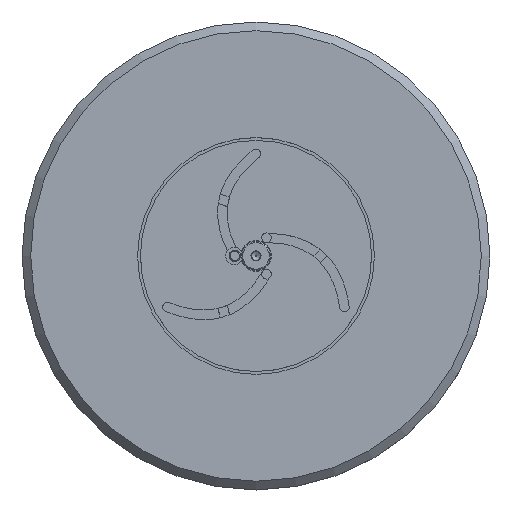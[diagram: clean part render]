
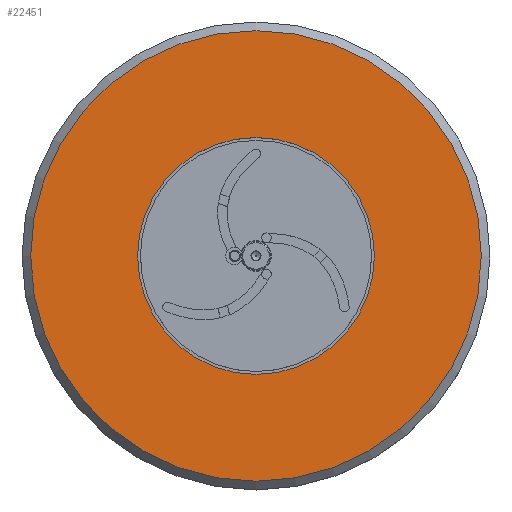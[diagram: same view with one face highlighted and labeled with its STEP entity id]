
A CAD part, top view. The second image highlights one B-rep face of the part: STEP entity #22451.
In plain terms, the highlighted planar face has unit normal (0, 0, 1).
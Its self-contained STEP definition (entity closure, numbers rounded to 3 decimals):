
#21373 = CYLINDRICAL_SURFACE('',#21374,41.);
#21374 = AXIS2_PLACEMENT_3D('',#21375,#21376,#21377);
#21375 = CARTESIAN_POINT('',(0.,0.,26.));
#21376 = DIRECTION('',(0.,0.,-1.));
#21377 = DIRECTION('',(1.,0.,0.));
#22008 = CONICAL_SURFACE('',#22009,81.,0.785);
#22009 = AXIS2_PLACEMENT_3D('',#22010,#22011,#22012);
#22010 = CARTESIAN_POINT('',(0.,0.,33.));
#22011 = DIRECTION('',(0.,0.,-1.));
#22012 = DIRECTION('',(1.,0.,0.));
#22280 = VERTEX_POINT('',#22281);
#22281 = CARTESIAN_POINT('',(41.,0.,36.));
#22302 = EDGE_CURVE('',#22280,#22280,#22303,.T.);
#22303 = SURFACE_CURVE('',#22304,(#22309,#22316),.PCURVE_S1.);
#22304 = CIRCLE('',#22305,41.);
#22305 = AXIS2_PLACEMENT_3D('',#22306,#22307,#22308);
#22306 = CARTESIAN_POINT('',(0.,0.,36.));
#22307 = DIRECTION('',(0.,0.,1.));
#22308 = DIRECTION('',(1.,0.,0.));
#22309 = PCURVE('',#21373,#22310);
#22310 = DEFINITIONAL_REPRESENTATION('',(#22311),#22315);
#22311 = LINE('',#22312,#22313);
#22312 = CARTESIAN_POINT('',(-0.,-10.));
#22313 = VECTOR('',#22314,1.);
#22314 = DIRECTION('',(-1.,0.));
#22315 = ( GEOMETRIC_REPRESENTATION_CONTEXT(2) 
PARAMETRIC_REPRESENTATION_CONTEXT() REPRESENTATION_CONTEXT('2D SPACE',''
  ) );
#22316 = PCURVE('',#22317,#22322);
#22317 = PLANE('',#22318);
#22318 = AXIS2_PLACEMENT_3D('',#22319,#22320,#22321);
#22319 = CARTESIAN_POINT('',(0.,0.,36.));
#22320 = DIRECTION('',(0.,0.,1.));
#22321 = DIRECTION('',(1.,0.,0.));
#22322 = DEFINITIONAL_REPRESENTATION('',(#22323),#22327);
#22323 = CIRCLE('',#22324,41.);
#22324 = AXIS2_PLACEMENT_2D('',#22325,#22326);
#22325 = CARTESIAN_POINT('',(0.,0.));
#22326 = DIRECTION('',(1.,0.));
#22327 = ( GEOMETRIC_REPRESENTATION_CONTEXT(2) 
PARAMETRIC_REPRESENTATION_CONTEXT() REPRESENTATION_CONTEXT('2D SPACE',''
  ) );
#22390 = VERTEX_POINT('',#22391);
#22391 = CARTESIAN_POINT('',(78.,0.,36.));
#22414 = EDGE_CURVE('',#22390,#22390,#22415,.T.);
#22415 = SURFACE_CURVE('',#22416,(#22421,#22428),.PCURVE_S1.);
#22416 = CIRCLE('',#22417,78.);
#22417 = AXIS2_PLACEMENT_3D('',#22418,#22419,#22420);
#22418 = CARTESIAN_POINT('',(0.,0.,36.));
#22419 = DIRECTION('',(0.,0.,1.));
#22420 = DIRECTION('',(1.,0.,0.));
#22421 = PCURVE('',#22008,#22422);
#22422 = DEFINITIONAL_REPRESENTATION('',(#22423),#22427);
#22423 = LINE('',#22424,#22425);
#22424 = CARTESIAN_POINT('',(-0.,-3.));
#22425 = VECTOR('',#22426,1.);
#22426 = DIRECTION('',(-1.,-0.));
#22427 = ( GEOMETRIC_REPRESENTATION_CONTEXT(2) 
PARAMETRIC_REPRESENTATION_CONTEXT() REPRESENTATION_CONTEXT('2D SPACE',''
  ) );
#22428 = PCURVE('',#22317,#22429);
#22429 = DEFINITIONAL_REPRESENTATION('',(#22430),#22434);
#22430 = CIRCLE('',#22431,78.);
#22431 = AXIS2_PLACEMENT_2D('',#22432,#22433);
#22432 = CARTESIAN_POINT('',(0.,0.));
#22433 = DIRECTION('',(1.,0.));
#22434 = ( GEOMETRIC_REPRESENTATION_CONTEXT(2) 
PARAMETRIC_REPRESENTATION_CONTEXT() REPRESENTATION_CONTEXT('2D SPACE',''
  ) );
#22451 = ADVANCED_FACE('',(#22452,#22455),#22317,.T.);
#22452 = FACE_BOUND('',#22453,.T.);
#22453 = EDGE_LOOP('',(#22454));
#22454 = ORIENTED_EDGE('',*,*,#22414,.T.);
#22455 = FACE_BOUND('',#22456,.T.);
#22456 = EDGE_LOOP('',(#22457));
#22457 = ORIENTED_EDGE('',*,*,#22302,.F.);
